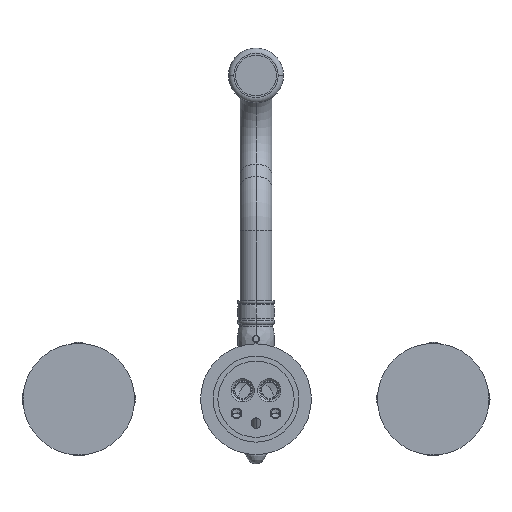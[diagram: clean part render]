
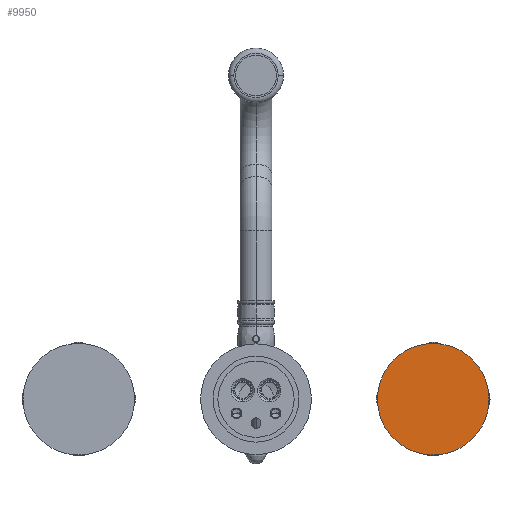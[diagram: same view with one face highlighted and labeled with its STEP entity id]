
A CAD part, front view. The second image highlights one B-rep face of the part: STEP entity #9950.
In plain terms, the highlighted planar face has unit normal (0, -1, 0).
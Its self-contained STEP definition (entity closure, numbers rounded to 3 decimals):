
#2426=CARTESIAN_POINT('',(100.,-25.2,0.));
#2427=DIRECTION('',(0.,1.,0.));
#2428=DIRECTION('',(1.,0.,0.));
#2429=AXIS2_PLACEMENT_3D('',#2426,#2427,#2428);
#2431=CARTESIAN_POINT('',(100.,-25.2,0.));
#2432=DIRECTION('',(0.,-1.,0.));
#2433=DIRECTION('',(1.,0.,0.));
#2434=AXIS2_PLACEMENT_3D('',#2431,#2432,#2433);
#6749=CARTESIAN_POINT('',(131.5,-25.2,0.));
#6751=VERTEX_POINT('',#6749);
#6753=CARTESIAN_POINT('',(68.5,-25.2,0.));
#6755=VERTEX_POINT('',#6753);
#9941=CARTESIAN_POINT('',(100.,-25.2,0.));
#9942=DIRECTION('',(0.,-1.,0.));
#9943=DIRECTION('',(-1.,0.,0.));
#9944=AXIS2_PLACEMENT_3D('',#9941,#9942,#9943);
#9945=PLANE('',#9944);
#9946=ORIENTED_EDGE('',*,*,#9909,.T.);
#9947=ORIENTED_EDGE('',*,*,#9927,.F.);
#9948=EDGE_LOOP('',(#9946,#9947));
#9949=FACE_OUTER_BOUND('',#9948,.F.);
#9950=ADVANCED_FACE('',(#9949),#9945,.T.);
#2430=CIRCLE('',#2429,31.5);
#2435=CIRCLE('',#2434,31.5);
#9909=EDGE_CURVE('',#6751,#6755,#2430,.T.);
#9927=EDGE_CURVE('',#6751,#6755,#2435,.T.);
